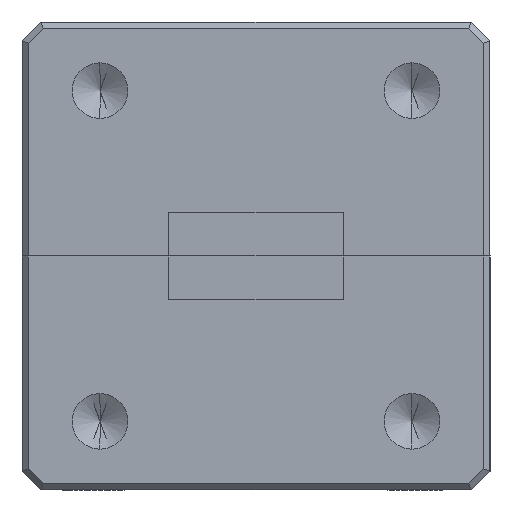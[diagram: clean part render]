
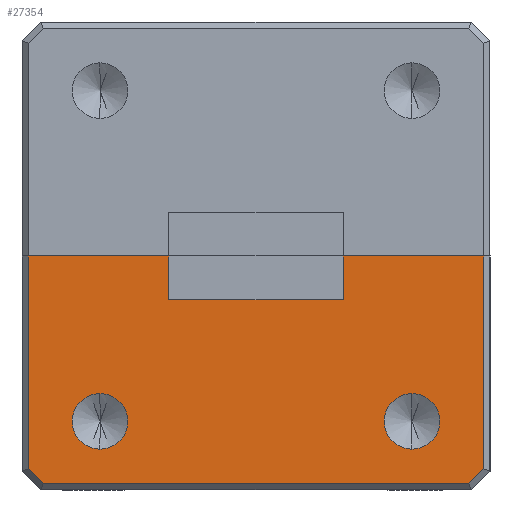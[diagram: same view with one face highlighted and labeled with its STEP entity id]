
A CAD part, left-side view. The second image highlights one B-rep face of the part: STEP entity #27354.
In plain terms, the highlighted planar face has unit normal (-1, 0, 0).
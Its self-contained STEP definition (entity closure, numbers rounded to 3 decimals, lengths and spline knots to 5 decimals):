
#33 = VECTOR ( 'NONE', #11560, 39.37008 ) ;
#305 = VECTOR ( 'NONE', #41200, 39.37008 ) ;
#902 = EDGE_CURVE ( 'NONE', #26592, #20001, #29501, .T. ) ;
#1056 = DIRECTION ( 'NONE',  ( -1., 0., 0. ) ) ;
#1847 = DIRECTION ( 'NONE',  ( 0., 0., 1. ) ) ;
#1934 = CARTESIAN_POINT ( 'NONE',  ( -1., -0.25, -0.122 ) ) ;
#2695 = DIRECTION ( 'NONE',  ( 0., 0., -1. ) ) ;
#2971 = LINE ( 'NONE', #5743, #41681 ) ;
#3064 = CARTESIAN_POINT ( 'NONE',  ( -1., -0.34086, -0.1775 ) ) ;
#3253 = LINE ( 'NONE', #29742, #305 ) ;
#4089 = EDGE_CURVE ( 'NONE', #23777, #31671, #46998, .T. ) ;
#4269 = VERTEX_POINT ( 'NONE', #1934 ) ;
#4744 = CARTESIAN_POINT ( 'NONE',  ( -1., -0.25, -0.0775 ) ) ;
#5336 = EDGE_LOOP ( 'NONE', ( #45324, #32850 ) ) ;
#5435 = DIRECTION ( 'NONE',  ( -1., 0., 0. ) ) ;
#5743 = CARTESIAN_POINT ( 'NONE',  ( -1., 0.365, 0.1875 ) ) ;
#6018 = AXIS2_PLACEMENT_3D ( 'NONE', #44974, #44499, #7680 ) ;
#6593 = CARTESIAN_POINT ( 'NONE',  ( -1., 0.14, 0.1175 ) ) ;
#6954 = CARTESIAN_POINT ( 'NONE',  ( -1., 0.14, 0.1175 ) ) ;
#7191 = FACE_BOUND ( 'NONE', #44250, .T. ) ;
#7680 = DIRECTION ( 'NONE',  ( 0., 1., 0. ) ) ;
#8474 = VERTEX_POINT ( 'NONE', #3064 ) ;
#8658 = DIRECTION ( 'NONE',  ( -1., 0., 0. ) ) ;
#9064 = ORIENTED_EDGE ( 'NONE', *, *, #28660, .F. ) ;
#9856 = AXIS2_PLACEMENT_3D ( 'NONE', #14549, #33093, #25860 ) ;
#10156 = AXIS2_PLACEMENT_3D ( 'NONE', #4744, #8658, #12805 ) ;
#11560 = DIRECTION ( 'NONE',  ( 0., 0., 1. ) ) ;
#11820 = EDGE_CURVE ( 'NONE', #17424, #24487, #27447, .T. ) ;
#12281 = CARTESIAN_POINT ( 'NONE',  ( -1., 0.34086, -0.1775 ) ) ;
#12593 = AXIS2_PLACEMENT_3D ( 'NONE', #41759, #1056, #30925 ) ;
#12805 = DIRECTION ( 'NONE',  ( 0., 0., 1. ) ) ;
#13612 = CARTESIAN_POINT ( 'NONE',  ( -1., -0.14, 0.1875 ) ) ;
#14549 = CARTESIAN_POINT ( 'NONE',  ( -1., 0.25, -0.0775 ) ) ;
#16436 = ORIENTED_EDGE ( 'NONE', *, *, #11820, .T. ) ;
#16830 = ORIENTED_EDGE ( 'NONE', *, *, #38204, .F. ) ;
#17114 = CARTESIAN_POINT ( 'NONE',  ( -1., 0.365, 0.1875 ) ) ;
#17310 = ORIENTED_EDGE ( 'NONE', *, *, #38436, .T. ) ;
#17424 = VERTEX_POINT ( 'NONE', #34371 ) ;
#17816 = CARTESIAN_POINT ( 'NONE',  ( -1., -0.365, 0.1875 ) ) ;
#18311 = EDGE_CURVE ( 'NONE', #46737, #41202, #45213, .T. ) ;
#18392 = CARTESIAN_POINT ( 'NONE',  ( -1., 0.14, 0.1175 ) ) ;
#18524 = CARTESIAN_POINT ( 'NONE',  ( -1., -0.365, 0.1875 ) ) ;
#18714 = PLANE ( 'NONE',  #6018 ) ;
#19003 = ORIENTED_EDGE ( 'NONE', *, *, #26644, .F. ) ;
#19867 = AXIS2_PLACEMENT_3D ( 'NONE', #28415, #5435, #1847 ) ;
#20001 = VERTEX_POINT ( 'NONE', #25580 ) ;
#20897 = EDGE_CURVE ( 'NONE', #35503, #8474, #41025, .T. ) ;
#21159 = VERTEX_POINT ( 'NONE', #42388 ) ;
#21629 = LINE ( 'NONE', #6593, #33968 ) ;
#21952 = DIRECTION ( 'NONE',  ( 0., -1., 0. ) ) ;
#22244 = CARTESIAN_POINT ( 'NONE',  ( -1., 0.365, -0.15336 ) ) ;
#23409 = EDGE_CURVE ( 'NONE', #8474, #17424, #39112, .T. ) ;
#23777 = VERTEX_POINT ( 'NONE', #6954 ) ;
#24487 = VERTEX_POINT ( 'NONE', #17816 ) ;
#25192 = ORIENTED_EDGE ( 'NONE', *, *, #20897, .T. ) ;
#25270 = LINE ( 'NONE', #42201, #33 ) ;
#25334 = LINE ( 'NONE', #44424, #41169 ) ;
#25580 = CARTESIAN_POINT ( 'NONE',  ( -1., 0.14, 0.1875 ) ) ;
#25730 = EDGE_LOOP ( 'NONE', ( #40822, #28691, #47169, #17310, #30457, #25192, #46346, #16436, #9064, #16830 ) ) ;
#25749 = DIRECTION ( 'NONE',  ( 0., 0., 1. ) ) ;
#25860 = DIRECTION ( 'NONE',  ( 0., 0., 1. ) ) ;
#25941 = DIRECTION ( 'NONE',  ( 0., -1., 0. ) ) ;
#25998 = FACE_OUTER_BOUND ( 'NONE', #25730, .T. ) ;
#26592 = VERTEX_POINT ( 'NONE', #17114 ) ;
#26644 = EDGE_CURVE ( 'NONE', #21159, #4269, #36677, .T. ) ;
#27354 = ADVANCED_FACE ( 'NONE', ( #37174, #7191, #25998 ), #18714, .F. ) ;
#27447 = LINE ( 'NONE', #18524, #47472 ) ;
#28415 = CARTESIAN_POINT ( 'NONE',  ( -1., -0.25, -0.0775 ) ) ;
#28555 = DIRECTION ( 'NONE',  ( 0., 0., -1. ) ) ;
#28585 = CARTESIAN_POINT ( 'NONE',  ( -1., 0.375, -0.1775 ) ) ;
#28660 = EDGE_CURVE ( 'NONE', #40804, #24487, #25334, .T. ) ;
#28691 = ORIENTED_EDGE ( 'NONE', *, *, #43707, .F. ) ;
#29141 = VECTOR ( 'NONE', #47043, 39.37008 ) ;
#29501 = LINE ( 'NONE', #38724, #41198 ) ;
#29742 = CARTESIAN_POINT ( 'NONE',  ( -1., 0.33793, -0.18043 ) ) ;
#30457 = ORIENTED_EDGE ( 'NONE', *, *, #45660, .T. ) ;
#30925 = DIRECTION ( 'NONE',  ( 0., 0., 1. ) ) ;
#31497 = DIRECTION ( 'NONE',  ( 0., -1., 0. ) ) ;
#31671 = VERTEX_POINT ( 'NONE', #38779 ) ;
#32554 = DIRECTION ( 'NONE',  ( 0., -1., 0. ) ) ;
#32850 = ORIENTED_EDGE ( 'NONE', *, *, #34010, .F. ) ;
#33093 = DIRECTION ( 'NONE',  ( -1., 0., 0. ) ) ;
#33968 = VECTOR ( 'NONE', #2695, 39.37008 ) ;
#34010 = EDGE_CURVE ( 'NONE', #41202, #46737, #40122, .T. ) ;
#34371 = CARTESIAN_POINT ( 'NONE',  ( -1., -0.365, -0.15336 ) ) ;
#35503 = VERTEX_POINT ( 'NONE', #12281 ) ;
#36372 = VECTOR ( 'NONE', #32554, 39.37008 ) ;
#36445 = ORIENTED_EDGE ( 'NONE', *, *, #40709, .F. ) ;
#36677 = CIRCLE ( 'NONE', #19867, 0.0445 ) ;
#37174 = FACE_BOUND ( 'NONE', #5336, .T. ) ;
#38204 = EDGE_CURVE ( 'NONE', #31671, #40804, #25270, .T. ) ;
#38436 = EDGE_CURVE ( 'NONE', #26592, #47584, #2971, .T. ) ;
#38724 = CARTESIAN_POINT ( 'NONE',  ( -1., 0.375, 0.1875 ) ) ;
#38779 = CARTESIAN_POINT ( 'NONE',  ( -1., -0.14, 0.1175 ) ) ;
#39010 = CARTESIAN_POINT ( 'NONE',  ( -1., 0.25, -0.033 ) ) ;
#39112 = LINE ( 'NONE', #39450, #29141 ) ;
#39450 = CARTESIAN_POINT ( 'NONE',  ( -1., -0.36793, -0.15043 ) ) ;
#39895 = VECTOR ( 'NONE', #25941, 39.37008 ) ;
#40122 = CIRCLE ( 'NONE', #9856, 0.0445 ) ;
#40709 = EDGE_CURVE ( 'NONE', #4269, #21159, #47092, .T. ) ;
#40804 = VERTEX_POINT ( 'NONE', #13612 ) ;
#40822 = ORIENTED_EDGE ( 'NONE', *, *, #4089, .F. ) ;
#41025 = LINE ( 'NONE', #28585, #36372 ) ;
#41169 = VECTOR ( 'NONE', #21952, 39.37008 ) ;
#41198 = VECTOR ( 'NONE', #31497, 39.37008 ) ;
#41200 = DIRECTION ( 'NONE',  ( 0., -0.707, -0.707 ) ) ;
#41202 = VERTEX_POINT ( 'NONE', #45421 ) ;
#41681 = VECTOR ( 'NONE', #28555, 39.37008 ) ;
#41759 = CARTESIAN_POINT ( 'NONE',  ( -1., 0.25, -0.0775 ) ) ;
#42201 = CARTESIAN_POINT ( 'NONE',  ( -1., -0.14, 0.1175 ) ) ;
#42388 = CARTESIAN_POINT ( 'NONE',  ( -1., -0.25, -0.033 ) ) ;
#43707 = EDGE_CURVE ( 'NONE', #20001, #23777, #21629, .T. ) ;
#44250 = EDGE_LOOP ( 'NONE', ( #19003, #36445 ) ) ;
#44424 = CARTESIAN_POINT ( 'NONE',  ( -1., 0.375, 0.1875 ) ) ;
#44499 = DIRECTION ( 'NONE',  ( 1., 0., 0. ) ) ;
#44974 = CARTESIAN_POINT ( 'NONE',  ( -1., 0.375, 0.1875 ) ) ;
#45213 = CIRCLE ( 'NONE', #12593, 0.0445 ) ;
#45324 = ORIENTED_EDGE ( 'NONE', *, *, #18311, .F. ) ;
#45421 = CARTESIAN_POINT ( 'NONE',  ( -1., 0.25, -0.122 ) ) ;
#45660 = EDGE_CURVE ( 'NONE', #47584, #35503, #3253, .T. ) ;
#46346 = ORIENTED_EDGE ( 'NONE', *, *, #23409, .T. ) ;
#46737 = VERTEX_POINT ( 'NONE', #39010 ) ;
#46998 = LINE ( 'NONE', #18392, #39895 ) ;
#47043 = DIRECTION ( 'NONE',  ( 0., -0.707, 0.707 ) ) ;
#47092 = CIRCLE ( 'NONE', #10156, 0.0445 ) ;
#47169 = ORIENTED_EDGE ( 'NONE', *, *, #902, .F. ) ;
#47472 = VECTOR ( 'NONE', #25749, 39.37008 ) ;
#47584 = VERTEX_POINT ( 'NONE', #22244 ) ;
